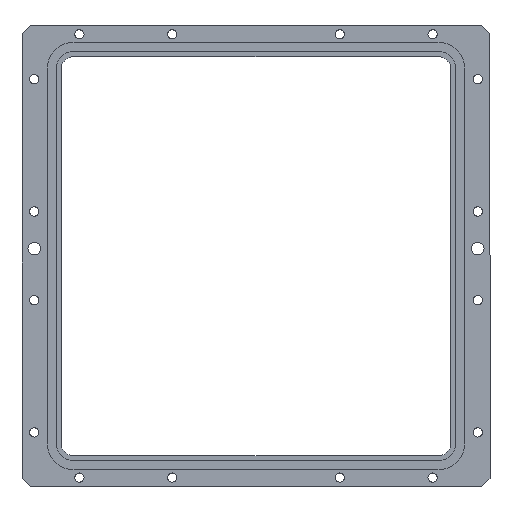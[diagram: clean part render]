
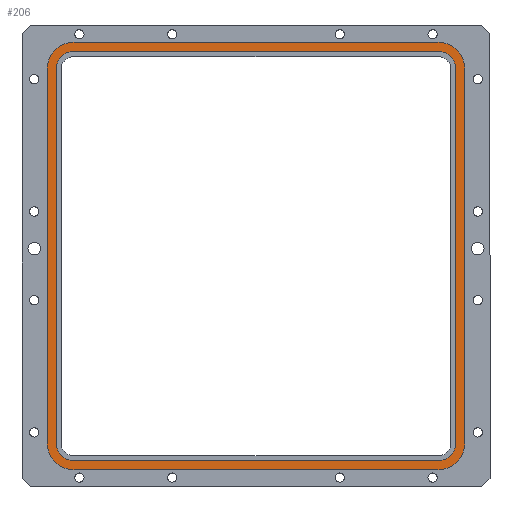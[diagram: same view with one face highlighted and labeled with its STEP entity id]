
A CAD part, top view. The second image highlights one B-rep face of the part: STEP entity #206.
In plain terms, the highlighted planar face has unit normal (0, 0, 1).
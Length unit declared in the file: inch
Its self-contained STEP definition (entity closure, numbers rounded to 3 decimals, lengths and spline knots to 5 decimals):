
#21 = CIRCLE ( 'NONE', #364, 0.312 ) ;
#31 = DIRECTION ( 'NONE',  ( 0., 0., 1. ) ) ;
#32 = VERTEX_POINT ( 'NONE', #327 ) ;
#68 = EDGE_CURVE ( 'NONE', #1374, #2798, #1261, .T. ) ;
#100 = DIRECTION ( 'NONE',  ( -1., 0., 0. ) ) ;
#132 = VECTOR ( 'NONE', #1423, 39.37008 ) ;
#158 = PLANE ( 'NONE',  #1359 ) ;
#206 = ADVANCED_FACE ( 'NONE', ( #2995, #2282 ), #158, .T. ) ;
#240 = ORIENTED_EDGE ( 'NONE', *, *, #2118, .T. ) ;
#242 = CARTESIAN_POINT ( 'NONE',  ( 0.765, 0.443, 0.095 ) ) ;
#248 = EDGE_CURVE ( 'NONE', #1202, #1709, #1662, .T. ) ;
#251 = EDGE_CURVE ( 'NONE', #2976, #32, #2370, .T. ) ;
#271 = CARTESIAN_POINT ( 'NONE',  ( 7.391, 0.755, 0.095 ) ) ;
#326 = LINE ( 'NONE', #2200, #689 ) ;
#327 = CARTESIAN_POINT ( 'NONE',  ( 7.079, 0.443, 0.095 ) ) ;
#337 = CARTESIAN_POINT ( 'NONE',  ( 0.453, 7.24, 0.095 ) ) ;
#338 = CARTESIAN_POINT ( 'NONE',  ( 7.391, 7.24, 0.095 ) ) ;
#357 = ORIENTED_EDGE ( 'NONE', *, *, #988, .T. ) ;
#364 = AXIS2_PLACEMENT_3D ( 'NONE', #1551, #1842, #1350 ) ;
#377 = DIRECTION ( 'NONE',  ( 1., 0., 0. ) ) ;
#432 = CARTESIAN_POINT ( 'NONE',  ( 0.765, 0.755, 0.095 ) ) ;
#440 = DIRECTION ( 'NONE',  ( 0., 0., 1. ) ) ;
#459 = AXIS2_PLACEMENT_3D ( 'NONE', #1716, #2646, #2185 ) ;
#505 = EDGE_CURVE ( 'NONE', #509, #1889, #1030, .T. ) ;
#506 = VECTOR ( 'NONE', #2623, 39.37008 ) ;
#509 = VERTEX_POINT ( 'NONE', #2723 ) ;
#510 = ORIENTED_EDGE ( 'NONE', *, *, #1391, .F. ) ;
#517 = CARTESIAN_POINT ( 'NONE',  ( 7.547, 0.755, 0.095 ) ) ;
#563 = CIRCLE ( 'NONE', #459, 0.468 ) ;
#569 = DIRECTION ( 'NONE',  ( 0., 1., 0. ) ) ;
#580 = CARTESIAN_POINT ( 'NONE',  ( 0.297, 7.24, 0.095 ) ) ;
#622 = ORIENTED_EDGE ( 'NONE', *, *, #248, .T. ) ;
#689 = VECTOR ( 'NONE', #100, 39.37008 ) ;
#699 = DIRECTION ( 'NONE',  ( 1., 0., 0. ) ) ;
#719 = DIRECTION ( 'NONE',  ( 0., 1., 0. ) ) ;
#743 = ORIENTED_EDGE ( 'NONE', *, *, #2481, .T. ) ;
#757 = VERTEX_POINT ( 'NONE', #1965 ) ;
#762 = VECTOR ( 'NONE', #569, 39.37008 ) ;
#881 = CIRCLE ( 'NONE', #2712, 0.468 ) ;
#883 = CARTESIAN_POINT ( 'NONE',  ( 0.765, 7.24, 0.095 ) ) ;
#922 = CIRCLE ( 'NONE', #2359, 0.312 ) ;
#939 = VERTEX_POINT ( 'NONE', #338 ) ;
#949 = EDGE_CURVE ( 'NONE', #32, #1378, #922, .T. ) ;
#965 = EDGE_CURVE ( 'NONE', #1907, #1374, #2649, .T. ) ;
#988 = EDGE_CURVE ( 'NONE', #2614, #1907, #1606, .T. ) ;
#1030 = LINE ( 'NONE', #337, #1718 ) ;
#1035 = DIRECTION ( 'NONE',  ( -1., 0., 0. ) ) ;
#1059 = DIRECTION ( 'NONE',  ( 0., 0., 1. ) ) ;
#1114 = CARTESIAN_POINT ( 'NONE',  ( 0.297, 0.755, 0.095 ) ) ;
#1167 = DIRECTION ( 'NONE',  ( 0., 0., 1. ) ) ;
#1202 = VERTEX_POINT ( 'NONE', #580 ) ;
#1208 = EDGE_CURVE ( 'NONE', #2798, #2992, #881, .T. ) ;
#1246 = CIRCLE ( 'NONE', #2579, 0.468 ) ;
#1261 = LINE ( 'NONE', #517, #762 ) ;
#1282 = CARTESIAN_POINT ( 'NONE',  ( 7.079, 0.755, 0.095 ) ) ;
#1288 = VERTEX_POINT ( 'NONE', #1305 ) ;
#1305 = CARTESIAN_POINT ( 'NONE',  ( 7.079, 7.552, 0.095 ) ) ;
#1319 = ORIENTED_EDGE ( 'NONE', *, *, #1957, .T. ) ;
#1350 = DIRECTION ( 'NONE',  ( 1., 0., 0. ) ) ;
#1358 = VERTEX_POINT ( 'NONE', #1640 ) ;
#1359 = AXIS2_PLACEMENT_3D ( 'NONE', #2353, #1167, #2813 ) ;
#1371 = LINE ( 'NONE', #1982, #1547 ) ;
#1374 = VERTEX_POINT ( 'NONE', #1930 ) ;
#1378 = VERTEX_POINT ( 'NONE', #1916 ) ;
#1383 = DIRECTION ( 'NONE',  ( 0., 0., 1. ) ) ;
#1386 = ORIENTED_EDGE ( 'NONE', *, *, #251, .F. ) ;
#1391 = EDGE_CURVE ( 'NONE', #1378, #939, #2882, .T. ) ;
#1412 = CARTESIAN_POINT ( 'NONE',  ( 0.765, 0.287, 0.095 ) ) ;
#1423 = DIRECTION ( 'NONE',  ( 0., -1., 0. ) ) ;
#1547 = VECTOR ( 'NONE', #1035, 39.37008 ) ;
#1551 = CARTESIAN_POINT ( 'NONE',  ( 7.079, 7.24, 0.095 ) ) ;
#1576 = ORIENTED_EDGE ( 'NONE', *, *, #1208, .T. ) ;
#1588 = ORIENTED_EDGE ( 'NONE', *, *, #3052, .F. ) ;
#1606 = LINE ( 'NONE', #1412, #2409 ) ;
#1614 = DIRECTION ( 'NONE',  ( 1., 0., 0. ) ) ;
#1639 = ORIENTED_EDGE ( 'NONE', *, *, #949, .F. ) ;
#1640 = CARTESIAN_POINT ( 'NONE',  ( 0.765, 7.552, 0.095 ) ) ;
#1662 = LINE ( 'NONE', #2588, #132 ) ;
#1688 = DIRECTION ( 'NONE',  ( 0., 0., 1. ) ) ;
#1709 = VERTEX_POINT ( 'NONE', #1114 ) ;
#1716 = CARTESIAN_POINT ( 'NONE',  ( 0.765, 7.24, 0.095 ) ) ;
#1718 = VECTOR ( 'NONE', #2952, 39.37008 ) ;
#1745 = CARTESIAN_POINT ( 'NONE',  ( 0.765, 0.443, 0.095 ) ) ;
#1767 = EDGE_CURVE ( 'NONE', #939, #1288, #21, .T. ) ;
#1842 = DIRECTION ( 'NONE',  ( 0., 0., 1. ) ) ;
#1881 = AXIS2_PLACEMENT_3D ( 'NONE', #2416, #31, #2659 ) ;
#1889 = VERTEX_POINT ( 'NONE', #2595 ) ;
#1907 = VERTEX_POINT ( 'NONE', #2818 ) ;
#1916 = CARTESIAN_POINT ( 'NONE',  ( 7.391, 0.755, 0.095 ) ) ;
#1930 = CARTESIAN_POINT ( 'NONE',  ( 7.547, 0.755, 0.095 ) ) ;
#1957 = EDGE_CURVE ( 'NONE', #1709, #2614, #1246, .T. ) ;
#1965 = CARTESIAN_POINT ( 'NONE',  ( 0.765, 7.708, 0.095 ) ) ;
#1966 = CARTESIAN_POINT ( 'NONE',  ( 7.079, 7.24, 0.095 ) ) ;
#1982 = CARTESIAN_POINT ( 'NONE',  ( 7.079, 7.552, 0.095 ) ) ;
#2015 = DIRECTION ( 'NONE',  ( 1., 0., 0. ) ) ;
#2046 = EDGE_LOOP ( 'NONE', ( #2696, #3073, #1576, #743, #240, #622, #1319, #357 ) ) ;
#2118 = EDGE_CURVE ( 'NONE', #757, #1202, #563, .T. ) ;
#2174 = CIRCLE ( 'NONE', #1881, 0.312 ) ;
#2185 = DIRECTION ( 'NONE',  ( 1., 0., 0. ) ) ;
#2193 = VECTOR ( 'NONE', #719, 39.37008 ) ;
#2200 = CARTESIAN_POINT ( 'NONE',  ( 7.079, 7.708, 0.095 ) ) ;
#2282 = FACE_OUTER_BOUND ( 'NONE', #2046, .T. ) ;
#2347 = ORIENTED_EDGE ( 'NONE', *, *, #2875, .F. ) ;
#2353 = CARTESIAN_POINT ( 'NONE',  ( 7.079, 0.755, 0.095 ) ) ;
#2359 = AXIS2_PLACEMENT_3D ( 'NONE', #2584, #1688, #2392 ) ;
#2370 = LINE ( 'NONE', #242, #506 ) ;
#2392 = DIRECTION ( 'NONE',  ( 1., 0., 0. ) ) ;
#2409 = VECTOR ( 'NONE', #2627, 39.37008 ) ;
#2416 = CARTESIAN_POINT ( 'NONE',  ( 0.765, 0.755, 0.095 ) ) ;
#2461 = AXIS2_PLACEMENT_3D ( 'NONE', #1282, #2751, #377 ) ;
#2481 = EDGE_CURVE ( 'NONE', #2992, #757, #326, .T. ) ;
#2558 = CARTESIAN_POINT ( 'NONE',  ( 7.547, 7.24, 0.095 ) ) ;
#2579 = AXIS2_PLACEMENT_3D ( 'NONE', #432, #1383, #699 ) ;
#2584 = CARTESIAN_POINT ( 'NONE',  ( 7.079, 0.755, 0.095 ) ) ;
#2588 = CARTESIAN_POINT ( 'NONE',  ( 0.297, 7.24, 0.095 ) ) ;
#2595 = CARTESIAN_POINT ( 'NONE',  ( 0.453, 0.755, 0.095 ) ) ;
#2612 = EDGE_LOOP ( 'NONE', ( #1386, #2347, #2929, #2873, #1588, #3048, #510, #1639 ) ) ;
#2614 = VERTEX_POINT ( 'NONE', #2762 ) ;
#2623 = DIRECTION ( 'NONE',  ( 1., 0., 0. ) ) ;
#2627 = DIRECTION ( 'NONE',  ( 1., 0., 0. ) ) ;
#2646 = DIRECTION ( 'NONE',  ( 0., 0., 1. ) ) ;
#2649 = CIRCLE ( 'NONE', #2461, 0.468 ) ;
#2659 = DIRECTION ( 'NONE',  ( 1., 0., 0. ) ) ;
#2696 = ORIENTED_EDGE ( 'NONE', *, *, #965, .T. ) ;
#2712 = AXIS2_PLACEMENT_3D ( 'NONE', #1966, #1059, #2015 ) ;
#2723 = CARTESIAN_POINT ( 'NONE',  ( 0.453, 7.24, 0.095 ) ) ;
#2751 = DIRECTION ( 'NONE',  ( 0., 0., 1. ) ) ;
#2753 = CARTESIAN_POINT ( 'NONE',  ( 7.079, 7.708, 0.095 ) ) ;
#2762 = CARTESIAN_POINT ( 'NONE',  ( 0.765, 0.287, 0.095 ) ) ;
#2778 = AXIS2_PLACEMENT_3D ( 'NONE', #883, #440, #1614 ) ;
#2781 = EDGE_CURVE ( 'NONE', #1358, #509, #2878, .T. ) ;
#2798 = VERTEX_POINT ( 'NONE', #2558 ) ;
#2813 = DIRECTION ( 'NONE',  ( 1., 0., 0. ) ) ;
#2818 = CARTESIAN_POINT ( 'NONE',  ( 7.079, 0.287, 0.095 ) ) ;
#2873 = ORIENTED_EDGE ( 'NONE', *, *, #2781, .F. ) ;
#2875 = EDGE_CURVE ( 'NONE', #1889, #2976, #2174, .T. ) ;
#2878 = CIRCLE ( 'NONE', #2778, 0.312 ) ;
#2882 = LINE ( 'NONE', #271, #2193 ) ;
#2929 = ORIENTED_EDGE ( 'NONE', *, *, #505, .F. ) ;
#2952 = DIRECTION ( 'NONE',  ( 0., -1., 0. ) ) ;
#2976 = VERTEX_POINT ( 'NONE', #1745 ) ;
#2992 = VERTEX_POINT ( 'NONE', #2753 ) ;
#2995 = FACE_BOUND ( 'NONE', #2612, .T. ) ;
#3048 = ORIENTED_EDGE ( 'NONE', *, *, #1767, .F. ) ;
#3052 = EDGE_CURVE ( 'NONE', #1288, #1358, #1371, .T. ) ;
#3073 = ORIENTED_EDGE ( 'NONE', *, *, #68, .T. ) ;
